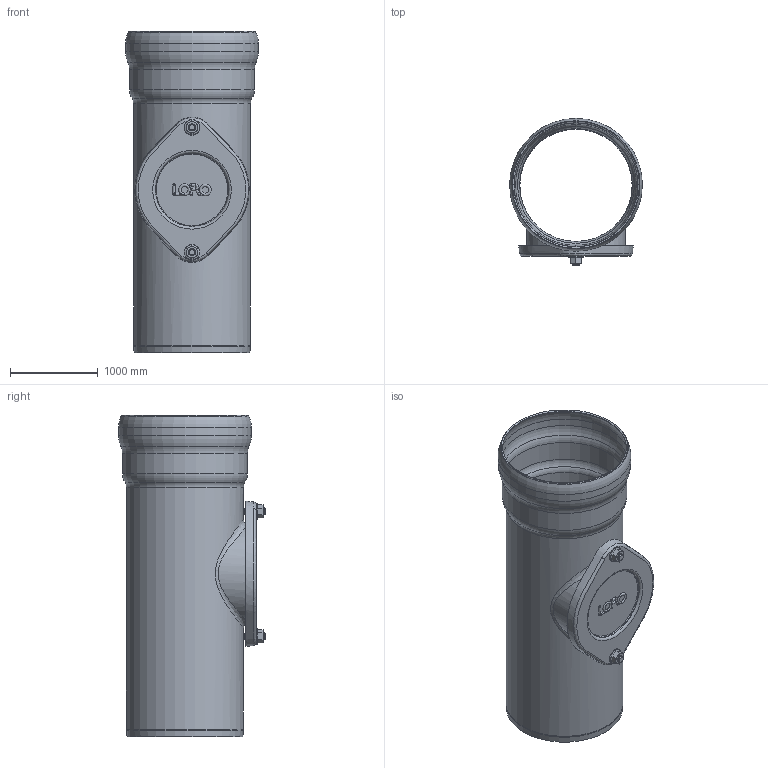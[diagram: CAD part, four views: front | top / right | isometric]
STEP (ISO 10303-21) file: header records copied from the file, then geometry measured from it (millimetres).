
FILE_DESCRIPTION(/* description */ (''),/* implementation_level */ '2;1');
FILE_NAME(/* name */ '5.550.125C_3D.stp',/* time_stamp */ '2024-12-11T11:54:33+01:00',/* author */ ('CAD'),/* organization */ (''),/* preprocessor_version */ 'ST-DEVELOPER v20',/* originating_system */ 'AutoCAD Mechanical',/* authorisation */ '');
FILE_SCHEMA (('AUTOMOTIVE_DESIGN { 1 0 10303 214 3 1 1 }'));
Length unit declared in the file: centimetre
Products named in the file (2): Product; *S0
Assembly tree (1 placements, depth 2):
  Product
    *S0
Bounding box: 1510 x 1670 x 3650 mm (x, y, z)
Volume: 369293312.3 mm3; surface area: 36086528.1 mm2
Topology: 7 solids, 7 shells, 190 faces, 453 edges, 268 vertices
Faces by surface type: cone 76, plane 34, bspline 30, cylinder 24, torus 23, sphere 3
Full cylindrical faces by diameter (mm): 66.47 x2, 100 x2, 900 x1, 1080 x1, 1120 x1, 1240 x1, 1290 x1, 1330 x1, 1380 x1, 1420 x1, 1470 x1, 1510 x1
Entity records: 22401 total; most frequent: CARTESIAN_POINT 18139, ORIENTED_EDGE 886, DIRECTION 868, EDGE_CURVE 443, AXIS2_PLACEMENT_3D 376, VERTEX_POINT 268, EDGE_LOOP 205, CIRCLE 205
